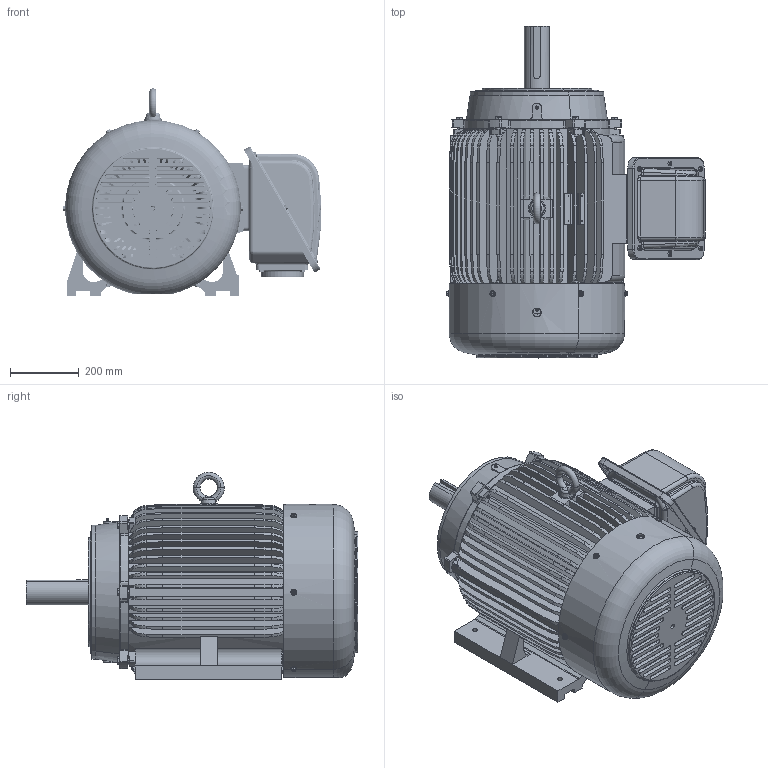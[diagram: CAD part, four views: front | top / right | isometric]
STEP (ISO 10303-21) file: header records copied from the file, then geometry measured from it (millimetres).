
FILE_DESCRIPTION(('CATIA V5 STEP Exchange'),'2;1');
FILE_NAME('405T-HV-CF_AllCATPart.stp','2012-08-30T02:54:21+00:00',('none'),('none'),'CATIA Version 5 Release 19 SP 9 (IN-10)','CATIA V5 STEP AP203','none');
FILE_SCHEMA(('CONFIG_CONTROL_DESIGN'));
Length unit declared in the file: millimetre
Products named in the file (1): 405T-HV-CF_AllCATPart
Bounding box: 750.16 x 962.92 x 602 mm (x, y, z)
Volume: 39532653.7 mm3; surface area: 6786088.8 mm2
Topology: 50 solids, 50 shells, 4097 faces, 10989 edges, 7048 vertices
Faces by surface type: plane 1283, cylinder 1093, torus 753, cone 630, bspline 308, sphere 22, revolution 8
Entity records: 143048 total; most frequent: CARTESIAN_POINT 55438, ORIENTED_EDGE 21822, DIRECTION 11664, EDGE_CURVE 10911, VERTEX_POINT 7048, AXIS2_PLACEMENT_3D 5903, EDGE_LOOP 4511, ADVANCED_FACE 4097
